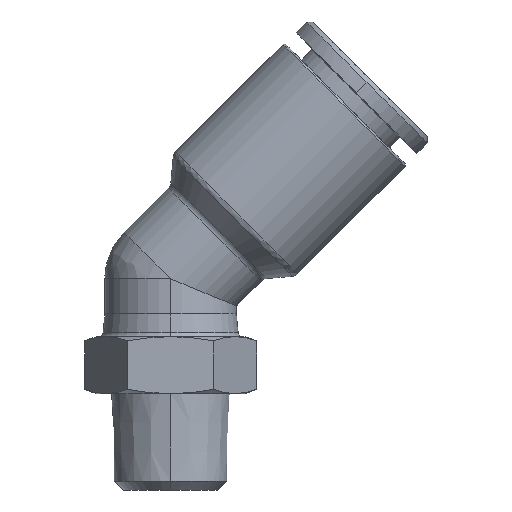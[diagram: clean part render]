
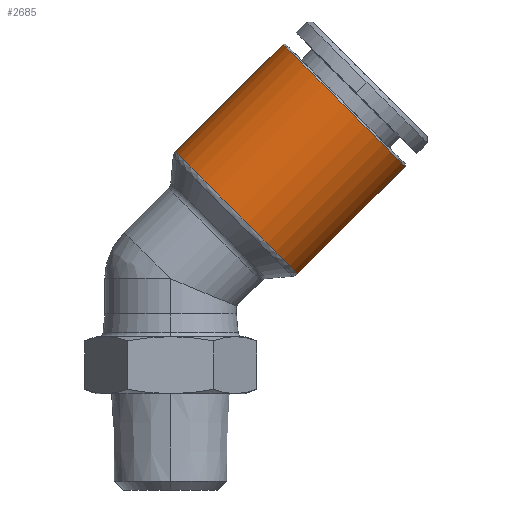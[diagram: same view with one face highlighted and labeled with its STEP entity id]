
A CAD part, front view. The second image highlights one B-rep face of the part: STEP entity #2685.
In plain terms, the highlighted cylindrical face has radius 9.85 mm (diameter 19.7 mm), a partial arc.
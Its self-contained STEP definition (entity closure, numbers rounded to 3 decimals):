
#58 = CARTESIAN_POINT ( 'NONE',  ( 19.898, 0., 11.096 ) ) ;
#468 = LINE ( 'NONE', #7458, #13213 ) ;
#942 = CARTESIAN_POINT ( 'NONE',  ( 12.933, 0., 18.061 ) ) ;
#1648 = VERTEX_POINT ( 'NONE', #13263 ) ;
#2070 = VECTOR ( 'NONE', #5439, 1000. ) ;
#2503 = CARTESIAN_POINT ( 'NONE',  ( 12.827, 0., 31.885 ) ) ;
#2685 = ADVANCED_FACE ( 'NONE', ( #12833 ), #5408, .T. ) ;
#2799 = ORIENTED_EDGE ( 'NONE', *, *, #13978, .F. ) ;
#3236 = CARTESIAN_POINT ( 'NONE',  ( 26.757, 0., 17.955 ) ) ;
#4306 = ORIENTED_EDGE ( 'NONE', *, *, #6022, .T. ) ;
#4316 = EDGE_LOOP ( 'NONE', ( #2799, #11585, #8639, #4306 ) ) ;
#4377 = AXIS2_PLACEMENT_3D ( 'NONE', #7733, #11005, #10954 ) ;
#4548 = CARTESIAN_POINT ( 'NONE',  ( 7.534, 0., 12.661 ) ) ;
#5408 = CYLINDRICAL_SURFACE ( 'NONE', #7283, 9.85 ) ;
#5439 = DIRECTION ( 'NONE',  ( 0.707, 0., 0.707 ) ) ;
#5877 = VERTEX_POINT ( 'NONE', #3236 ) ;
#6022 = EDGE_CURVE ( 'NONE', #5877, #11117, #13131, .T. ) ;
#6519 = DIRECTION ( 'NONE',  ( 0.707, 0., -0.707 ) ) ;
#7283 = AXIS2_PLACEMENT_3D ( 'NONE', #942, #10900, #6519 ) ;
#7458 = CARTESIAN_POINT ( 'NONE',  ( 5.968, 0., 25.026 ) ) ;
#7733 = CARTESIAN_POINT ( 'NONE',  ( 19.792, 0., 24.92 ) ) ;
#8639 = ORIENTED_EDGE ( 'NONE', *, *, #9823, .T. ) ;
#9396 = CARTESIAN_POINT ( 'NONE',  ( 0.569, 0., 19.626 ) ) ;
#9823 = EDGE_CURVE ( 'NONE', #1648, #5877, #10889, .T. ) ;
#10063 = DIRECTION ( 'NONE',  ( 0.707, 0., -0.707 ) ) ;
#10889 = LINE ( 'NONE', #58, #2070 ) ;
#10900 = DIRECTION ( 'NONE',  ( 0.707, 0., 0.707 ) ) ;
#10954 = DIRECTION ( 'NONE',  ( 0.707, 0., -0.707 ) ) ;
#11005 = DIRECTION ( 'NONE',  ( -0.707, 0., -0.707 ) ) ;
#11117 = VERTEX_POINT ( 'NONE', #2503 ) ;
#11156 = AXIS2_PLACEMENT_3D ( 'NONE', #4548, #12077, #10063 ) ;
#11585 = ORIENTED_EDGE ( 'NONE', *, *, #14184, .T. ) ;
#11712 = DIRECTION ( 'NONE',  ( 0.707, 0., 0.707 ) ) ;
#12003 = CIRCLE ( 'NONE', #11156, 9.85 ) ;
#12077 = DIRECTION ( 'NONE',  ( 0.707, 0., 0.707 ) ) ;
#12524 = VERTEX_POINT ( 'NONE', #9396 ) ;
#12833 = FACE_OUTER_BOUND ( 'NONE', #4316, .T. ) ;
#13131 = CIRCLE ( 'NONE', #4377, 9.85 ) ;
#13213 = VECTOR ( 'NONE', #11712, 1000. ) ;
#13263 = CARTESIAN_POINT ( 'NONE',  ( 14.499, 0., 5.696 ) ) ;
#13978 = EDGE_CURVE ( 'NONE', #12524, #11117, #468, .T. ) ;
#14184 = EDGE_CURVE ( 'NONE', #12524, #1648, #12003, .T. ) ;
